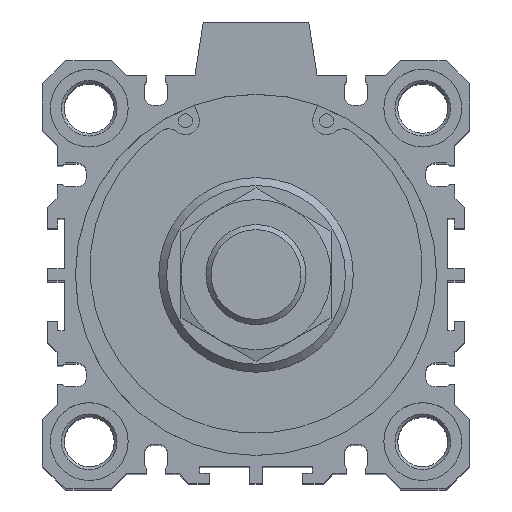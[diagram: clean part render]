
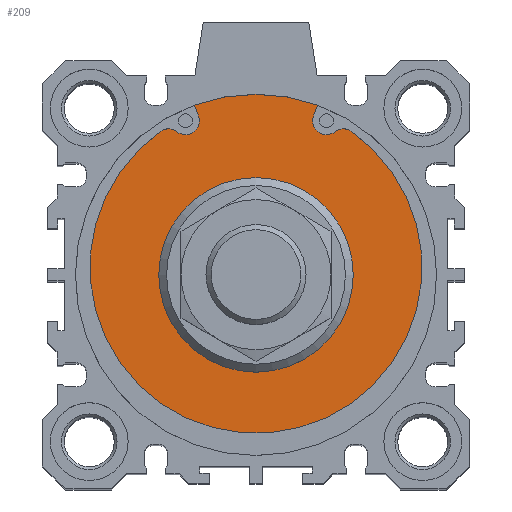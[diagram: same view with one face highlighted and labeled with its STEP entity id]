
A CAD part, top view. The second image highlights one B-rep face of the part: STEP entity #209.
In plain terms, the highlighted planar face has unit normal (0, 0, 1).
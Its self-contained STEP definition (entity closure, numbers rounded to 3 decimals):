
#209 = ADVANCED_FACE( '', ( #466, #467 ), #468, .T. );
#466 = FACE_BOUND( '', #1038, .T. );
#467 = FACE_OUTER_BOUND( '', #1039, .T. );
#468 = PLANE( '', #1040 );
#1038 = EDGE_LOOP( '', ( #1615 ) );
#1039 = EDGE_LOOP( '', ( #1616, #1617, #1618, #1619, #1620, #1621, #1622, #1623 ) );
#1040 = AXIS2_PLACEMENT_3D( '', #1624, #1625, #1626 );
#1615 = ORIENTED_EDGE( '', *, *, #3581, .F. );
#1616 = ORIENTED_EDGE( '', *, *, #3583, .T. );
#1617 = ORIENTED_EDGE( '', *, *, #3584, .F. );
#1618 = ORIENTED_EDGE( '', *, *, #3585, .F. );
#1619 = ORIENTED_EDGE( '', *, *, #3586, .T. );
#1620 = ORIENTED_EDGE( '', *, *, #3587, .T. );
#1621 = ORIENTED_EDGE( '', *, *, #3588, .T. );
#1622 = ORIENTED_EDGE( '', *, *, #3589, .F. );
#1623 = ORIENTED_EDGE( '', *, *, #3590, .F. );
#1624 = CARTESIAN_POINT( '', ( 0., 0., 114. ) );
#1625 = DIRECTION( '', ( 0., 0., 1. ) );
#1626 = DIRECTION( '', ( 1., 0., 0. ) );
#3581 = EDGE_CURVE( '', #4196, #4196, #4197, .T. );
#3583 = EDGE_CURVE( '', #4200, #4201, #4202, .T. );
#3584 = EDGE_CURVE( '', #4203, #4201, #4204, .T. );
#3585 = EDGE_CURVE( '', #4205, #4203, #4206, .T. );
#3586 = EDGE_CURVE( '', #4205, #4207, #4208, .T. );
#3587 = EDGE_CURVE( '', #4207, #4209, #4210, .T. );
#3588 = EDGE_CURVE( '', #4209, #4211, #4212, .T. );
#3589 = EDGE_CURVE( '', #4213, #4211, #4214, .T. );
#3590 = EDGE_CURVE( '', #4200, #4213, #4215, .T. );
#4196 = VERTEX_POINT( '', #5230 );
#4197 = CIRCLE( '', #5231, 17.5 );
#4200 = VERTEX_POINT( '', #5234 );
#4201 = VERTEX_POINT( '', #5235 );
#4202 = CIRCLE( '', #5236, 32.5 );
#4203 = VERTEX_POINT( '', #5237 );
#4204 = LINE( '', #5238, #5239 );
#4205 = VERTEX_POINT( '', #5240 );
#4206 = CIRCLE( '', #5241, 2.5 );
#4207 = VERTEX_POINT( '', #5242 );
#4208 = CIRCLE( '', #5243, 2.5 );
#4209 = VERTEX_POINT( '', #5244 );
#4210 = CIRCLE( '', #5245, 29.88 );
#4211 = VERTEX_POINT( '', #5246 );
#4212 = CIRCLE( '', #5247, 2.5 );
#4213 = VERTEX_POINT( '', #5248 );
#4214 = CIRCLE( '', #5249, 2.5 );
#4215 = LINE( '', #5250, #5251 );
#5230 = CARTESIAN_POINT( '', ( 17.5, 0., 114. ) );
#5231 = AXIS2_PLACEMENT_3D( '', #6874, #6875, #6876 );
#5234 = CARTESIAN_POINT( '', ( 11.05, 30.564, 114. ) );
#5235 = CARTESIAN_POINT( '', ( -11.05, 30.564, 114. ) );
#5236 = AXIS2_PLACEMENT_3D( '', #6880, #6881, #6882 );
#5237 = CARTESIAN_POINT( '', ( -10.338, 28.587, 114. ) );
#5238 = CARTESIAN_POINT( '', ( -10.338, 28.587, 114. ) );
#5239 = VECTOR( '', #6883, 1000. );
#5240 = CARTESIAN_POINT( '', ( -14.217, 25.76, 114. ) );
#5241 = AXIS2_PLACEMENT_3D( '', #6884, #6885, #6886 );
#5242 = CARTESIAN_POINT( '', ( -17.181, 25.826, 114. ) );
#5243 = AXIS2_PLACEMENT_3D( '', #6887, #6888, #6889 );
#5244 = CARTESIAN_POINT( '', ( 17.181, 25.826, 114. ) );
#5245 = AXIS2_PLACEMENT_3D( '', #6890, #6891, #6892 );
#5246 = CARTESIAN_POINT( '', ( 14.217, 25.76, 114. ) );
#5247 = AXIS2_PLACEMENT_3D( '', #6893, #6894, #6895 );
#5248 = CARTESIAN_POINT( '', ( 10.338, 28.587, 114. ) );
#5249 = AXIS2_PLACEMENT_3D( '', #6896, #6897, #6898 );
#5250 = CARTESIAN_POINT( '', ( 11.05, 30.564, 114. ) );
#5251 = VECTOR( '', #6899, 1000. );
#6874 = CARTESIAN_POINT( '', ( 0., 0., 114. ) );
#6875 = DIRECTION( '', ( 0., 0., 1. ) );
#6876 = DIRECTION( '', ( 1., 0., 0. ) );
#6880 = CARTESIAN_POINT( '', ( 0., 0., 114. ) );
#6881 = DIRECTION( '', ( 0., 0., 1. ) );
#6882 = DIRECTION( '', ( 1., 0., 0. ) );
#6883 = DIRECTION( '', ( -0.339, 0.941, 0. ) );
#6884 = CARTESIAN_POINT( '', ( -12.69, 27.74, 114. ) );
#6885 = DIRECTION( '', ( 0., 0., 1. ) );
#6886 = DIRECTION( '', ( 1., 0., 0. ) );
#6887 = CARTESIAN_POINT( '', ( -15.744, 23.781, 114. ) );
#6888 = DIRECTION( '', ( 0., 0., 1. ) );
#6889 = DIRECTION( '', ( 1., 0., 0. ) );
#6890 = CARTESIAN_POINT( '', ( 0., 1.38, 114. ) );
#6891 = DIRECTION( '', ( 0., 0., 1. ) );
#6892 = DIRECTION( '', ( 1., 0., 0. ) );
#6893 = CARTESIAN_POINT( '', ( 15.744, 23.781, 114. ) );
#6894 = DIRECTION( '', ( 0., 0., 1. ) );
#6895 = DIRECTION( '', ( 1., 0., 0. ) );
#6896 = CARTESIAN_POINT( '', ( 12.69, 27.74, 114. ) );
#6897 = DIRECTION( '', ( 0., 0., 1. ) );
#6898 = DIRECTION( '', ( 1., 0., 0. ) );
#6899 = DIRECTION( '', ( -0.339, -0.941, 0. ) );
